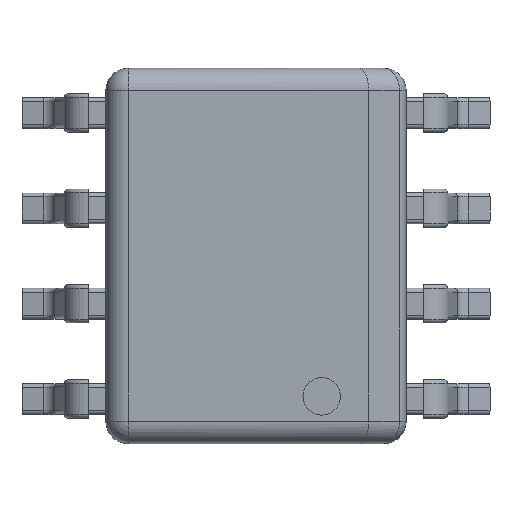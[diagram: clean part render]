
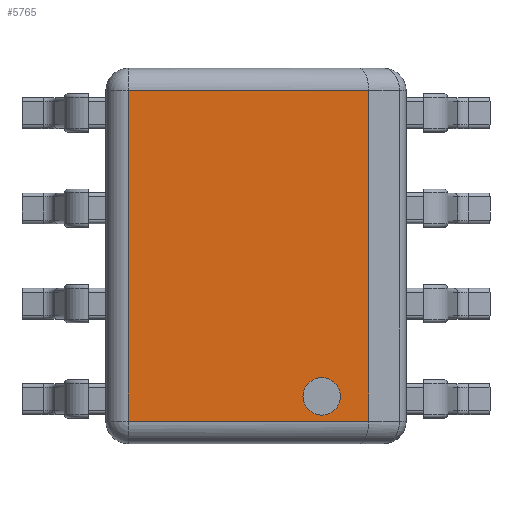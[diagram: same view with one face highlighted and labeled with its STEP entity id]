
A CAD part, top view. The second image highlights one B-rep face of the part: STEP entity #5765.
In plain terms, the highlighted planar face has unit normal (0, 0, 1).
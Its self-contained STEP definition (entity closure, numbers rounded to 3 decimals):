
#96=FACE_BOUND('',#653,.T.);
#129=PLANE('',#6210);
#285=FACE_OUTER_BOUND('',#652,.T.);
#652=EDGE_LOOP('',(#4024,#4025,#4026,#4027));
#653=EDGE_LOOP('',(#4028));
#969=LINE('',#8897,#1447);
#1118=LINE('',#9343,#1596);
#1119=LINE('',#9344,#1597);
#1120=LINE('',#9345,#1598);
#1447=VECTOR('',#6876,1000.);
#1596=VECTOR('',#7251,1000.);
#1597=VECTOR('',#7252,1000.);
#1598=VECTOR('',#7253,1000.);
#1925=CIRCLE('',#6096,0.25);
#2335=VERTEX_POINT('',#8891);
#2336=VERTEX_POINT('',#8895);
#2337=VERTEX_POINT('',#8896);
#2520=VERTEX_POINT('',#9341);
#2521=VERTEX_POINT('',#9342);
#2878=EDGE_CURVE('',#2335,#2335,#1925,.T.);
#2879=EDGE_CURVE('',#2336,#2337,#969,.T.);
#3098=EDGE_CURVE('',#2520,#2521,#1118,.T.);
#3099=EDGE_CURVE('',#2521,#2336,#1119,.T.);
#3100=EDGE_CURVE('',#2337,#2520,#1120,.T.);
#4024=ORIENTED_EDGE('',*,*,#3098,.T.);
#4025=ORIENTED_EDGE('',*,*,#3099,.T.);
#4026=ORIENTED_EDGE('',*,*,#2879,.T.);
#4027=ORIENTED_EDGE('',*,*,#3100,.T.);
#4028=ORIENTED_EDGE('',*,*,#2878,.F.);
#5765=ADVANCED_FACE('',(#285,#96),#129,.T.);
#6096=AXIS2_PLACEMENT_3D('',#8893,#6872,#6873);
#6210=AXIS2_PLACEMENT_3D('',#9340,#7249,#7250);
#6872=DIRECTION('center_axis',(0.,0.,
1.));
#6873=DIRECTION('ref_axis',(1.,0.,0.));
#6876=DIRECTION('',(0.,-1.,0.));
#7249=DIRECTION('center_axis',(0.,0.,
1.));
#7250=DIRECTION('ref_axis',(1.,0.,0.));
#7251=DIRECTION('',(0.,1.,0.));
#7252=DIRECTION('',(-1.,0.,0.));
#7253=DIRECTION('',(1.,0.,0.));
#8891=CARTESIAN_POINT('',(0.626,-1.871,2.124));
#8893=CARTESIAN_POINT('Origin',(0.876,-1.871,2.124));
#8895=CARTESIAN_POINT('',(-1.7,2.2,2.124));
#8896=CARTESIAN_POINT('',(-1.7,-2.2,2.124));
#8897=CARTESIAN_POINT('',(-1.7,-2.5,2.124));
#9340=CARTESIAN_POINT('Origin',(6.386,14.273,2.124));
#9341=CARTESIAN_POINT('',(1.5,-2.2,2.124));
#9342=CARTESIAN_POINT('',(1.5,2.2,2.124));
#9343=CARTESIAN_POINT('',(1.5,2.5,2.124));
#9344=CARTESIAN_POINT('',(-1.7,2.2,2.124));
#9345=CARTESIAN_POINT('',(1.5,-2.2,2.124));
